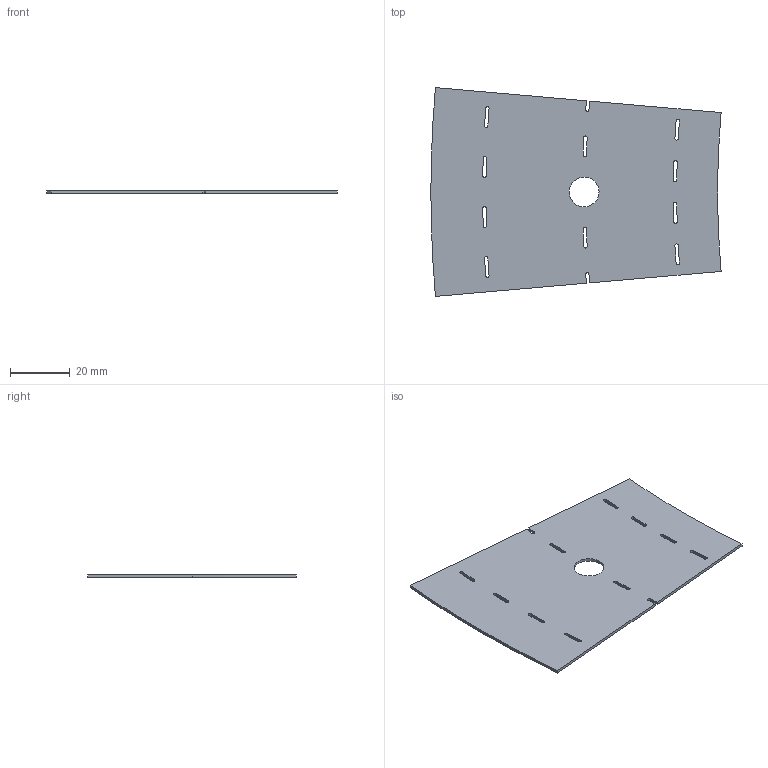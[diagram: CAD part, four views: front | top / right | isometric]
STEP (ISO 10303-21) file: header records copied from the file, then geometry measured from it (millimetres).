
FILE_DESCRIPTION(('CATIA V5 STEP Exchange'),'2;1');
FILE_NAME('BE-02-01M.stp','2012-02-28T12:34:51+00:00',('none'),('none'),'CATIA Version 5 Release 19 SP 5 (IN-10)','CATIA V5 STEP AP203','none');
FILE_SCHEMA(('CONFIG_CONTROL_DESIGN'));
Length unit declared in the file: millimetre
Products named in the file (1): BE-02-001
Bounding box: 97.16 x 69.9 x 0.99 mm (x, y, z)
Volume: 5696.6 mm3; surface area: 12015.5 mm2
Topology: 1 solids, 1 shells, 58 faces, 168 edges, 112 vertices
Faces by surface type: plane 30, cylinder 28
Entity records: 1933 total; most frequent: ORIENTED_EDGE 336, CARTESIAN_POINT 334, DIRECTION 274, EDGE_CURVE 168, VECTOR 112, LINE 112, VERTEX_POINT 112, AXIS2_PLACEMENT_3D 110
